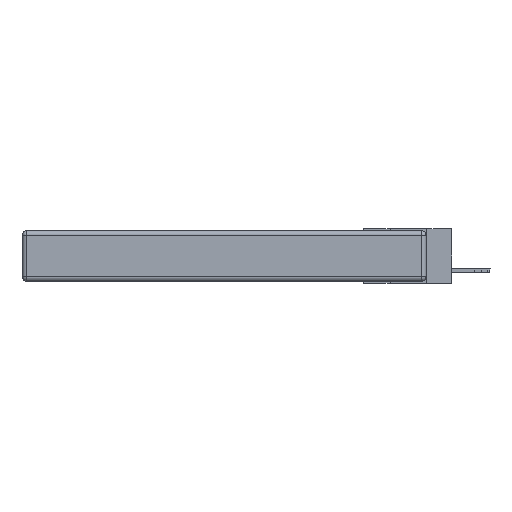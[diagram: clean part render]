
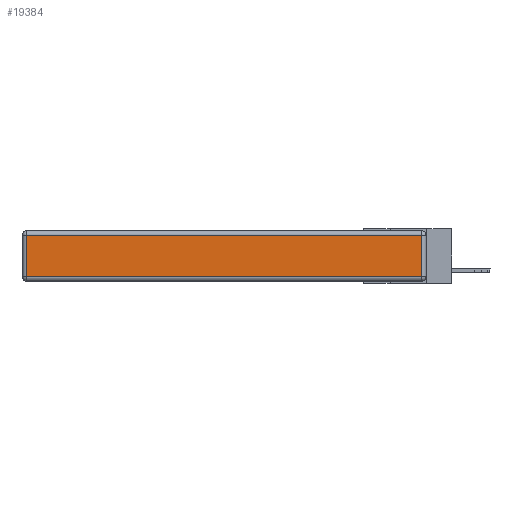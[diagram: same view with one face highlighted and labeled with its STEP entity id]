
A CAD part, left-side view. The second image highlights one B-rep face of the part: STEP entity #19384.
In plain terms, the highlighted planar face has unit normal (-1, 0, 0).
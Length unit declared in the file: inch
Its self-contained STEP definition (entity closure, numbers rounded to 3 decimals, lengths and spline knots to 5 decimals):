
#291 = VECTOR ( 'NONE', #9838, 39.37008 ) ;
#962 = CARTESIAN_POINT ( 'NONE',  ( 0., 0., -0.313 ) ) ;
#1074 = ORIENTED_EDGE ( 'NONE', *, *, #1974, .T. ) ;
#1569 = CARTESIAN_POINT ( 'NONE',  ( 0., 2.72, -0.03 ) ) ;
#1974 = EDGE_CURVE ( 'NONE', #2074, #10194, #4297, .T. ) ;
#2074 = VERTEX_POINT ( 'NONE', #11217 ) ;
#2442 = AXIS2_PLACEMENT_3D ( 'NONE', #6812, #18234, #16445 ) ;
#2540 = VECTOR ( 'NONE', #13635, 39.37008 ) ;
#2824 = DIRECTION ( 'NONE',  ( 0., -1., 0. ) ) ;
#4264 = LINE ( 'NONE', #12840, #19930 ) ;
#4297 = LINE ( 'NONE', #20258, #2540 ) ;
#4775 = ORIENTED_EDGE ( 'NONE', *, *, #13676, .T. ) ;
#4828 = ORIENTED_EDGE ( 'NONE', *, *, #15978, .T. ) ;
#4936 = FACE_OUTER_BOUND ( 'NONE', #20478, .T. ) ;
#5945 = CARTESIAN_POINT ( 'NONE',  ( 0., 2.72, -0.313 ) ) ;
#6812 = CARTESIAN_POINT ( 'NONE',  ( 0., 0., -0.343 ) ) ;
#7717 = ORIENTED_EDGE ( 'NONE', *, *, #10413, .T. ) ;
#8230 = VERTEX_POINT ( 'NONE', #1569 ) ;
#9838 = DIRECTION ( 'NONE',  ( 0., 0., -1. ) ) ;
#9902 = LINE ( 'NONE', #962, #16815 ) ;
#10122 = CARTESIAN_POINT ( 'NONE',  ( 0., 0.03, -0.03 ) ) ;
#10194 = VERTEX_POINT ( 'NONE', #10122 ) ;
#10413 = EDGE_CURVE ( 'NONE', #12881, #2074, #9902, .T. ) ;
#11217 = CARTESIAN_POINT ( 'NONE',  ( 0., 0.03, -0.313 ) ) ;
#12621 = DIRECTION ( 'NONE',  ( 0., 1., 0. ) ) ;
#12840 = CARTESIAN_POINT ( 'NONE',  ( 0., 2.75, -0.03 ) ) ;
#12881 = VERTEX_POINT ( 'NONE', #5945 ) ;
#13635 = DIRECTION ( 'NONE',  ( 0., 0., 1. ) ) ;
#13676 = EDGE_CURVE ( 'NONE', #8230, #12881, #19967, .T. ) ;
#15978 = EDGE_CURVE ( 'NONE', #10194, #8230, #4264, .T. ) ;
#16445 = DIRECTION ( 'NONE',  ( 0., 0., 1. ) ) ;
#16815 = VECTOR ( 'NONE', #2824, 39.37008 ) ;
#17414 = CARTESIAN_POINT ( 'NONE',  ( 0., 2.72, -0.343 ) ) ;
#18234 = DIRECTION ( 'NONE',  ( -1., 0., 0. ) ) ;
#19384 = ADVANCED_FACE ( 'NONE', ( #4936 ), #19702, .T. ) ;
#19702 = PLANE ( 'NONE',  #2442 ) ;
#19930 = VECTOR ( 'NONE', #12621, 39.37008 ) ;
#19967 = LINE ( 'NONE', #17414, #291 ) ;
#20258 = CARTESIAN_POINT ( 'NONE',  ( 0., 0.03, -0.343 ) ) ;
#20478 = EDGE_LOOP ( 'NONE', ( #7717, #1074, #4828, #4775 ) ) ;
